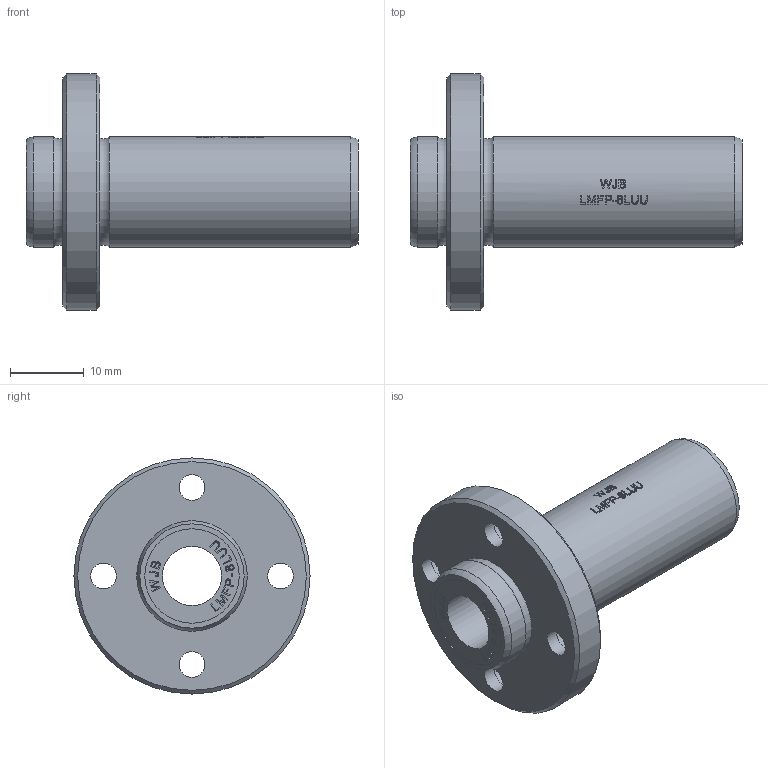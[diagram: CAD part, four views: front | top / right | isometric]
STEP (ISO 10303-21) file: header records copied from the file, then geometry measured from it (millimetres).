
FILE_DESCRIPTION(/* description */ (''),/* implementation_level */ '2;1');
FILE_NAME(/* name */ 'WJB-LMFP-8LUU-2.stp',/* time_stamp */ '2019-01-26T19:26:40+08:00',/* author */ (''),/* organization */ (''),/* preprocessor_version */ 'ST-DEVELOPER v11',/* originating_system */ 'SIEMENS UGS NX 6.0',/* authorisation */ '');
FILE_SCHEMA (('AUTOMOTIVE_DESIGN { 1 0 10303 214 1 1 1 1 }'));
Length unit declared in the file: millimetre
Products named in the file (1): ROCK97E1xq3j
Bounding box: 45 x 32 x 32 mm (x, y, z)
Volume: 8310 mm3; surface area: 5223.2 mm2
Topology: 1 solids, 1 shells, 360 faces, 891 edges, 592 vertices
Faces by surface type: plane 224, extrusion 99, cylinder 31, torus 4, cone 2
Full cylindrical faces by diameter (mm): 3.5 x4, 6 x4, 8 x1, 12.8 x2, 15 x2, 32 x1
Entity records: 13681 total; most frequent: CARTESIAN_POINT 5676, ORIENTED_EDGE 1742, DIRECTION 1270, EDGE_CURVE 871, VERTEX_POINT 592, VECTOR 558, LINE 459, EDGE_LOOP 449
